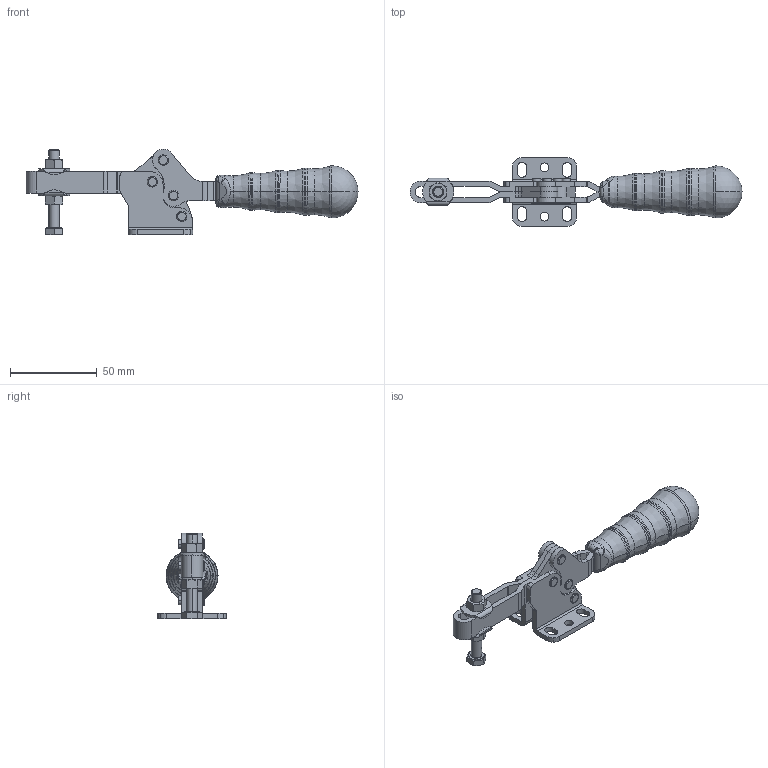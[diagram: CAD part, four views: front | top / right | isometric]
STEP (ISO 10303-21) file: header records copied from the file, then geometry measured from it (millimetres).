
FILE_DESCRIPTION((''),'2;1');
FILE_NAME('132.0.stp','2005-09-27T16:40:55',('Kysilko'),(''),'Autodesk Inventor 8','Autodesk Inventor 8','');
FILE_SCHEMA(('AUTOMOTIVE_DESIGN { 1 0 10303 214 1 1 1 1 }'));
Length unit declared in the file: millimetre
Products named in the file (1): Part35
Bounding box: 191.6 x 39.52 x 49.25 mm (x, y, z)
Volume: 57480.4 mm3; surface area: 25816.3 mm2
Topology: 1 solids, 3 shells, 1118 faces, 3659 edges, 2197 vertices
Faces by surface type: plane 389, cone 360, cylinder 191, bspline 160, sphere 10, torus 8
Entity records: 48264 total; most frequent: CARTESIAN_POINT 17276, ORIENTED_EDGE 7282, DIRECTION 6317, EDGE_CURVE 3641, AXIS2_PLACEMENT_3D 2411, VERTEX_POINT 2197, VECTOR 1495, LINE 1495
